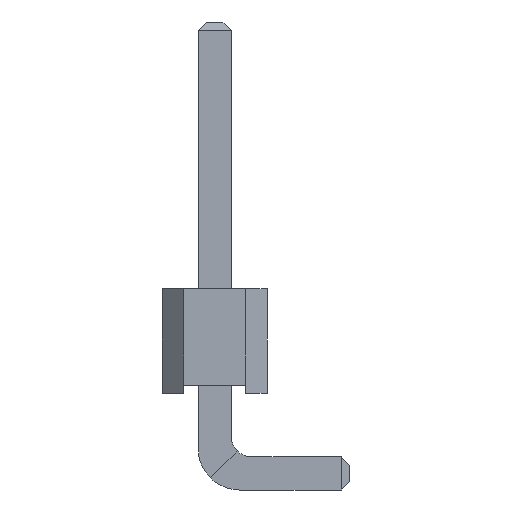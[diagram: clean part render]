
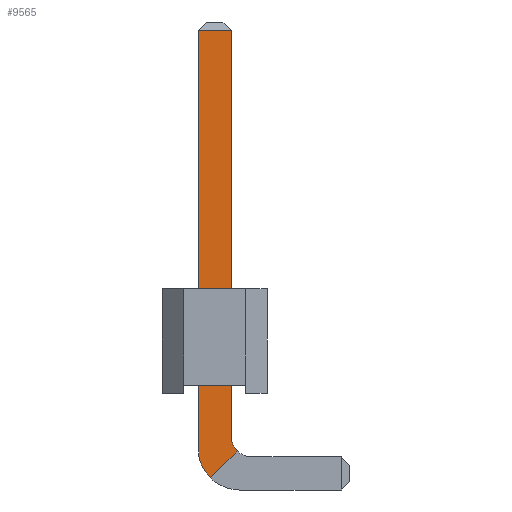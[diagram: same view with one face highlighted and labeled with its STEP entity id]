
A CAD part, front view. The second image highlights one B-rep face of the part: STEP entity #9565.
In plain terms, the highlighted planar face has unit normal (0, -1, 0).
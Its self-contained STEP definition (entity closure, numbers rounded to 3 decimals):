
#8822 = PLANE('',#8823);
#8823 = AXIS2_PLACEMENT_3D('',#8824,#8825,#8826);
#8824 = CARTESIAN_POINT('',(0.4,-17.38,9.));
#8825 = DIRECTION('',(1.,0.,0.));
#8826 = DIRECTION('',(0.,-1.,0.));
#8855 = CYLINDRICAL_SURFACE('',#8856,0.5);
#8856 = AXIS2_PLACEMENT_3D('',#8857,#8858,#8859);
#8857 = CARTESIAN_POINT('',(0.9,-17.38,-1.04));
#8858 = DIRECTION('',(0.,-1.,0.));
#8859 = DIRECTION('',(-1.,0.,0.));
#8916 = CYLINDRICAL_SURFACE('',#8917,1.);
#8917 = AXIS2_PLACEMENT_3D('',#8918,#8919,#8920);
#8918 = CARTESIAN_POINT('',(0.6,-17.38,-1.34));
#8919 = DIRECTION('',(-0.,-1.,0.));
#8920 = DIRECTION('',(-1.,0.,0.));
#8944 = PLANE('',#8945);
#8945 = AXIS2_PLACEMENT_3D('',#8946,#8947,#8948);
#8946 = CARTESIAN_POINT('',(-0.4,-18.18,9.));
#8947 = DIRECTION('',(-1.,0.,0.));
#8948 = DIRECTION('',(0.,1.,0.));
#8987 = VERTEX_POINT('',#8988);
#8988 = CARTESIAN_POINT('',(0.4,-18.18,8.8));
#9014 = EDGE_CURVE('',#8987,#9015,#9017,.T.);
#9015 = VERTEX_POINT('',#9016);
#9016 = CARTESIAN_POINT('',(0.4,-18.18,-1.04));
#9017 = SURFACE_CURVE('',#9018,(#9022,#9029),.PCURVE_S1.);
#9018 = LINE('',#9019,#9020);
#9019 = CARTESIAN_POINT('',(0.4,-18.18,9.));
#9020 = VECTOR('',#9021,1.);
#9021 = DIRECTION('',(0.,0.,-1.));
#9022 = PCURVE('',#8822,#9023);
#9023 = DEFINITIONAL_REPRESENTATION('',(#9024),#9028);
#9024 = LINE('',#9025,#9026);
#9025 = CARTESIAN_POINT('',(0.8,0.));
#9026 = VECTOR('',#9027,1.);
#9027 = DIRECTION('',(0.,1.));
#9028 = ( GEOMETRIC_REPRESENTATION_CONTEXT(2) 
PARAMETRIC_REPRESENTATION_CONTEXT() REPRESENTATION_CONTEXT('2D SPACE',''
  ) );
#9029 = PCURVE('',#9030,#9035);
#9030 = PLANE('',#9031);
#9031 = AXIS2_PLACEMENT_3D('',#9032,#9033,#9034);
#9032 = CARTESIAN_POINT('',(0.4,-18.18,9.));
#9033 = DIRECTION('',(-0.,-1.,0.));
#9034 = DIRECTION('',(-1.,0.,0.));
#9035 = DEFINITIONAL_REPRESENTATION('',(#9036),#9040);
#9036 = LINE('',#9037,#9038);
#9037 = CARTESIAN_POINT('',(0.,0.));
#9038 = VECTOR('',#9039,1.);
#9039 = DIRECTION('',(0.,1.));
#9040 = ( GEOMETRIC_REPRESENTATION_CONTEXT(2) 
PARAMETRIC_REPRESENTATION_CONTEXT() REPRESENTATION_CONTEXT('2D SPACE',''
  ) );
#9205 = VERTEX_POINT('',#9206);
#9206 = CARTESIAN_POINT('',(0.546,-18.18,-1.394));
#9221 = PLANE('',#9222);
#9222 = AXIS2_PLACEMENT_3D('',#9223,#9224,#9225);
#9223 = CARTESIAN_POINT('',(0.,-18.18,-1.54));
#9224 = DIRECTION('',(0.,-1.,0.));
#9225 = DIRECTION('',(0.,0.,-1.));
#9233 = EDGE_CURVE('',#9015,#9205,#9234,.T.);
#9234 = SURFACE_CURVE('',#9235,(#9240,#9247),.PCURVE_S1.);
#9235 = CIRCLE('',#9236,0.5);
#9236 = AXIS2_PLACEMENT_3D('',#9237,#9238,#9239);
#9237 = CARTESIAN_POINT('',(0.9,-18.18,-1.04));
#9238 = DIRECTION('',(0.,-1.,0.));
#9239 = DIRECTION('',(0.,0.,-1.));
#9240 = PCURVE('',#8855,#9241);
#9241 = DEFINITIONAL_REPRESENTATION('',(#9242),#9246);
#9242 = LINE('',#9243,#9244);
#9243 = CARTESIAN_POINT('',(-4.712,0.8));
#9244 = VECTOR('',#9245,1.);
#9245 = DIRECTION('',(1.,0.));
#9246 = ( GEOMETRIC_REPRESENTATION_CONTEXT(2) 
PARAMETRIC_REPRESENTATION_CONTEXT() REPRESENTATION_CONTEXT('2D SPACE',''
  ) );
#9247 = PCURVE('',#9030,#9248);
#9248 = DEFINITIONAL_REPRESENTATION('',(#9249),#9253);
#9249 = CIRCLE('',#9250,0.5);
#9250 = AXIS2_PLACEMENT_2D('',#9251,#9252);
#9251 = CARTESIAN_POINT('',(-0.5,10.04));
#9252 = DIRECTION('',(0.,1.));
#9253 = ( GEOMETRIC_REPRESENTATION_CONTEXT(2) 
PARAMETRIC_REPRESENTATION_CONTEXT() REPRESENTATION_CONTEXT('2D SPACE',''
  ) );
#9259 = EDGE_CURVE('',#9260,#9262,#9264,.T.);
#9260 = VERTEX_POINT('',#9261);
#9261 = CARTESIAN_POINT('',(-0.4,-18.18,8.8));
#9262 = VERTEX_POINT('',#9263);
#9263 = CARTESIAN_POINT('',(-0.4,-18.18,-1.34));
#9264 = SURFACE_CURVE('',#9265,(#9269,#9276),.PCURVE_S1.);
#9265 = LINE('',#9266,#9267);
#9266 = CARTESIAN_POINT('',(-0.4,-18.18,9.));
#9267 = VECTOR('',#9268,1.);
#9268 = DIRECTION('',(0.,0.,-1.));
#9269 = PCURVE('',#8944,#9270);
#9270 = DEFINITIONAL_REPRESENTATION('',(#9271),#9275);
#9271 = LINE('',#9272,#9273);
#9272 = CARTESIAN_POINT('',(0.,0.));
#9273 = VECTOR('',#9274,1.);
#9274 = DIRECTION('',(0.,1.));
#9275 = ( GEOMETRIC_REPRESENTATION_CONTEXT(2) 
PARAMETRIC_REPRESENTATION_CONTEXT() REPRESENTATION_CONTEXT('2D SPACE',''
  ) );
#9276 = PCURVE('',#9030,#9277);
#9277 = DEFINITIONAL_REPRESENTATION('',(#9278),#9282);
#9278 = LINE('',#9279,#9280);
#9279 = CARTESIAN_POINT('',(0.8,0.));
#9280 = VECTOR('',#9281,1.);
#9281 = DIRECTION('',(0.,1.));
#9282 = ( GEOMETRIC_REPRESENTATION_CONTEXT(2) 
PARAMETRIC_REPRESENTATION_CONTEXT() REPRESENTATION_CONTEXT('2D SPACE',''
  ) );
#9466 = VERTEX_POINT('',#9467);
#9467 = CARTESIAN_POINT('',(-0.107,-18.18,-2.047));
#9489 = EDGE_CURVE('',#9262,#9466,#9490,.T.);
#9490 = SURFACE_CURVE('',#9491,(#9496,#9503),.PCURVE_S1.);
#9491 = CIRCLE('',#9492,1.);
#9492 = AXIS2_PLACEMENT_3D('',#9493,#9494,#9495);
#9493 = CARTESIAN_POINT('',(0.6,-18.18,-1.34));
#9494 = DIRECTION('',(0.,-1.,0.));
#9495 = DIRECTION('',(0.,0.,-1.));
#9496 = PCURVE('',#8916,#9497);
#9497 = DEFINITIONAL_REPRESENTATION('',(#9498),#9502);
#9498 = LINE('',#9499,#9500);
#9499 = CARTESIAN_POINT('',(-4.712,0.8));
#9500 = VECTOR('',#9501,1.);
#9501 = DIRECTION('',(1.,0.));
#9502 = ( GEOMETRIC_REPRESENTATION_CONTEXT(2) 
PARAMETRIC_REPRESENTATION_CONTEXT() REPRESENTATION_CONTEXT('2D SPACE',''
  ) );
#9503 = PCURVE('',#9030,#9504);
#9504 = DEFINITIONAL_REPRESENTATION('',(#9505),#9509);
#9505 = CIRCLE('',#9506,1.);
#9506 = AXIS2_PLACEMENT_2D('',#9507,#9508);
#9507 = CARTESIAN_POINT('',(-0.2,10.34));
#9508 = DIRECTION('',(0.,1.));
#9509 = ( GEOMETRIC_REPRESENTATION_CONTEXT(2) 
PARAMETRIC_REPRESENTATION_CONTEXT() REPRESENTATION_CONTEXT('2D SPACE',''
  ) );
#9533 = PLANE('',#9534);
#9534 = AXIS2_PLACEMENT_3D('',#9535,#9536,#9537);
#9535 = CARTESIAN_POINT('',(0.4,-18.08,8.9));
#9536 = DIRECTION('',(0.,-0.707,0.707)
  );
#9537 = DIRECTION('',(-1.,0.,0.));
#9565 = ADVANCED_FACE('',(#9566),#9030,.T.);
#9566 = FACE_BOUND('',#9567,.T.);
#9567 = EDGE_LOOP('',(#9568,#9569,#9590,#9591,#9592,#9613));
#9568 = ORIENTED_EDGE('',*,*,#9014,.F.);
#9569 = ORIENTED_EDGE('',*,*,#9570,.T.);
#9570 = EDGE_CURVE('',#8987,#9260,#9571,.T.);
#9571 = SURFACE_CURVE('',#9572,(#9576,#9583),.PCURVE_S1.);
#9572 = LINE('',#9573,#9574);
#9573 = CARTESIAN_POINT('',(0.4,-18.18,8.8));
#9574 = VECTOR('',#9575,1.);
#9575 = DIRECTION('',(-1.,0.,0.));
#9576 = PCURVE('',#9030,#9577);
#9577 = DEFINITIONAL_REPRESENTATION('',(#9578),#9582);
#9578 = LINE('',#9579,#9580);
#9579 = CARTESIAN_POINT('',(0.,0.2));
#9580 = VECTOR('',#9581,1.);
#9581 = DIRECTION('',(1.,0.));
#9582 = ( GEOMETRIC_REPRESENTATION_CONTEXT(2) 
PARAMETRIC_REPRESENTATION_CONTEXT() REPRESENTATION_CONTEXT('2D SPACE',''
  ) );
#9583 = PCURVE('',#9533,#9584);
#9584 = DEFINITIONAL_REPRESENTATION('',(#9585),#9589);
#9585 = LINE('',#9586,#9587);
#9586 = CARTESIAN_POINT('',(0.,0.141));
#9587 = VECTOR('',#9588,1.);
#9588 = DIRECTION('',(1.,0.));
#9589 = ( GEOMETRIC_REPRESENTATION_CONTEXT(2) 
PARAMETRIC_REPRESENTATION_CONTEXT() REPRESENTATION_CONTEXT('2D SPACE',''
  ) );
#9590 = ORIENTED_EDGE('',*,*,#9259,.T.);
#9591 = ORIENTED_EDGE('',*,*,#9489,.T.);
#9592 = ORIENTED_EDGE('',*,*,#9593,.F.);
#9593 = EDGE_CURVE('',#9205,#9466,#9594,.T.);
#9594 = SURFACE_CURVE('',#9595,(#9599,#9606),.PCURVE_S1.);
#9595 = LINE('',#9596,#9597);
#9596 = CARTESIAN_POINT('',(0.4,-18.18,-1.54));
#9597 = VECTOR('',#9598,1.);
#9598 = DIRECTION('',(-0.707,0.,-0.707
    ));
#9599 = PCURVE('',#9030,#9600);
#9600 = DEFINITIONAL_REPRESENTATION('',(#9601),#9605);
#9601 = LINE('',#9602,#9603);
#9602 = CARTESIAN_POINT('',(0.,10.54));
#9603 = VECTOR('',#9604,1.);
#9604 = DIRECTION('',(0.707,0.707));
#9605 = ( GEOMETRIC_REPRESENTATION_CONTEXT(2) 
PARAMETRIC_REPRESENTATION_CONTEXT() REPRESENTATION_CONTEXT('2D SPACE',''
  ) );
#9606 = PCURVE('',#9221,#9607);
#9607 = DEFINITIONAL_REPRESENTATION('',(#9608),#9612);
#9608 = LINE('',#9609,#9610);
#9609 = CARTESIAN_POINT('',(0.,0.4));
#9610 = VECTOR('',#9611,1.);
#9611 = DIRECTION('',(0.707,-0.707));
#9612 = ( GEOMETRIC_REPRESENTATION_CONTEXT(2) 
PARAMETRIC_REPRESENTATION_CONTEXT() REPRESENTATION_CONTEXT('2D SPACE',''
  ) );
#9613 = ORIENTED_EDGE('',*,*,#9233,.F.);
